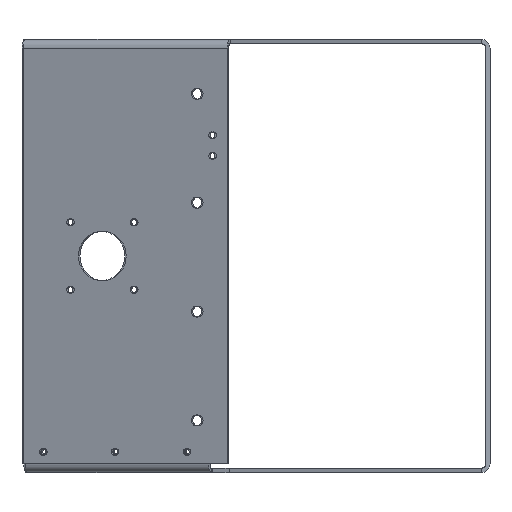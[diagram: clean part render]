
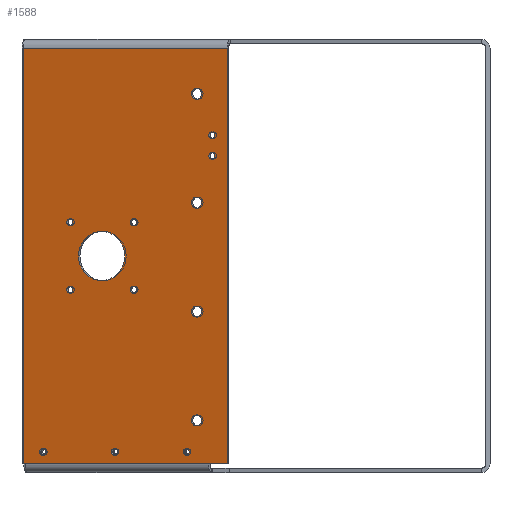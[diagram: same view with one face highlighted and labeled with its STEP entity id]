
A CAD part, left-side view. The second image highlights one B-rep face of the part: STEP entity #1588.
In plain terms, the highlighted planar face has unit normal (-0.943, 0.333, 0).
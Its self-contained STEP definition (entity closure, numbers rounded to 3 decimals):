
#59=FACE_BOUND('',#320,.T.);
#60=FACE_BOUND('',#321,.T.);
#61=FACE_BOUND('',#322,.T.);
#62=FACE_BOUND('',#323,.T.);
#63=FACE_BOUND('',#324,.T.);
#64=FACE_BOUND('',#325,.T.);
#65=FACE_BOUND('',#326,.T.);
#66=FACE_BOUND('',#327,.T.);
#67=FACE_BOUND('',#328,.T.);
#68=FACE_BOUND('',#329,.T.);
#69=FACE_BOUND('',#330,.T.);
#70=FACE_BOUND('',#331,.T.);
#71=FACE_BOUND('',#332,.T.);
#72=FACE_BOUND('',#333,.T.);
#117=PLANE('',#1773);
#194=FACE_OUTER_BOUND('',#319,.T.);
#319=EDGE_LOOP('',(#1362,#1363,#1364,#1365));
#320=EDGE_LOOP('',(#1366));
#321=EDGE_LOOP('',(#1367));
#322=EDGE_LOOP('',(#1368));
#323=EDGE_LOOP('',(#1369));
#324=EDGE_LOOP('',(#1370));
#325=EDGE_LOOP('',(#1371));
#326=EDGE_LOOP('',(#1372));
#327=EDGE_LOOP('',(#1373));
#328=EDGE_LOOP('',(#1374));
#329=EDGE_LOOP('',(#1375));
#330=EDGE_LOOP('',(#1376));
#331=EDGE_LOOP('',(#1377));
#332=EDGE_LOOP('',(#1378));
#333=EDGE_LOOP('',(#1379));
#451=LINE('',#2605,#566);
#456=LINE('',#2618,#571);
#463=LINE('',#2636,#578);
#465=LINE('',#2639,#580);
#566=VECTOR('',#2165,10.);
#571=VECTOR('',#2176,2.88);
#578=VECTOR('',#2195,10.);
#580=VECTOR('',#2199,10.);
#604=CIRCLE('',#1620,1.5);
#608=CIRCLE('',#1626,1.5);
#612=CIRCLE('',#1632,1.5);
#667=CIRCLE('',#1729,2.5);
#669=CIRCLE('',#1732,2.5);
#671=CIRCLE('',#1735,2.5);
#673=CIRCLE('',#1738,2.5);
#675=CIRCLE('',#1741,11.25);
#677=CIRCLE('',#1744,1.55);
#679=CIRCLE('',#1747,1.55);
#681=CIRCLE('',#1750,1.5);
#683=CIRCLE('',#1753,1.55);
#685=CIRCLE('',#1756,1.55);
#687=CIRCLE('',#1759,1.5);
#702=VERTEX_POINT('',#2276);
#706=VERTEX_POINT('',#2288);
#710=VERTEX_POINT('',#2300);
#787=VERTEX_POINT('',#2537);
#789=VERTEX_POINT('',#2543);
#791=VERTEX_POINT('',#2549);
#793=VERTEX_POINT('',#2555);
#795=VERTEX_POINT('',#2561);
#797=VERTEX_POINT('',#2567);
#799=VERTEX_POINT('',#2573);
#801=VERTEX_POINT('',#2579);
#803=VERTEX_POINT('',#2585);
#805=VERTEX_POINT('',#2591);
#807=VERTEX_POINT('',#2597);
#809=VERTEX_POINT('',#2603);
#810=VERTEX_POINT('',#2604);
#815=VERTEX_POINT('',#2616);
#820=VERTEX_POINT('',#2635);
#837=EDGE_CURVE('',#702,#702,#604,.T.);
#843=EDGE_CURVE('',#706,#706,#608,.T.);
#849=EDGE_CURVE('',#710,#710,#612,.T.);
#966=EDGE_CURVE('',#787,#787,#667,.T.);
#969=EDGE_CURVE('',#789,#789,#669,.T.);
#972=EDGE_CURVE('',#791,#791,#671,.T.);
#975=EDGE_CURVE('',#793,#793,#673,.T.);
#978=EDGE_CURVE('',#795,#795,#675,.T.);
#981=EDGE_CURVE('',#797,#797,#677,.T.);
#984=EDGE_CURVE('',#799,#799,#679,.T.);
#987=EDGE_CURVE('',#801,#801,#681,.T.);
#990=EDGE_CURVE('',#803,#803,#683,.T.);
#993=EDGE_CURVE('',#805,#805,#685,.T.);
#996=EDGE_CURVE('',#807,#807,#687,.T.);
#999=EDGE_CURVE('',#809,#810,#451,.T.);
#1006=EDGE_CURVE('',#810,#815,#456,.T.);
#1015=EDGE_CURVE('',#820,#809,#463,.T.);
#1017=EDGE_CURVE('',#815,#820,#465,.T.);
#1362=ORIENTED_EDGE('',*,*,#999,.T.);
#1363=ORIENTED_EDGE('',*,*,#1006,.T.);
#1364=ORIENTED_EDGE('',*,*,#1017,.T.);
#1365=ORIENTED_EDGE('',*,*,#1015,.T.);
#1366=ORIENTED_EDGE('',*,*,#837,.T.);
#1367=ORIENTED_EDGE('',*,*,#843,.T.);
#1368=ORIENTED_EDGE('',*,*,#849,.T.);
#1369=ORIENTED_EDGE('',*,*,#966,.T.);
#1370=ORIENTED_EDGE('',*,*,#969,.T.);
#1371=ORIENTED_EDGE('',*,*,#972,.T.);
#1372=ORIENTED_EDGE('',*,*,#975,.T.);
#1373=ORIENTED_EDGE('',*,*,#978,.T.);
#1374=ORIENTED_EDGE('',*,*,#981,.T.);
#1375=ORIENTED_EDGE('',*,*,#984,.T.);
#1376=ORIENTED_EDGE('',*,*,#987,.T.);
#1377=ORIENTED_EDGE('',*,*,#990,.T.);
#1378=ORIENTED_EDGE('',*,*,#993,.T.);
#1379=ORIENTED_EDGE('',*,*,#996,.T.);
#1588=ADVANCED_FACE('',(#194,#59,#60,#61,#62,#63,#64,#65,#66,#67,#68,#69,
#70,#71,#72),#117,.T.);
#1620=AXIS2_PLACEMENT_3D('',#2278,#1804,#1805);
#1626=AXIS2_PLACEMENT_3D('',#2290,#1818,#1819);
#1632=AXIS2_PLACEMENT_3D('',#2302,#1832,#1833);
#1729=AXIS2_PLACEMENT_3D('',#2538,#2088,#2089);
#1732=AXIS2_PLACEMENT_3D('',#2544,#2095,#2096);
#1735=AXIS2_PLACEMENT_3D('',#2550,#2102,#2103);
#1738=AXIS2_PLACEMENT_3D('',#2556,#2109,#2110);
#1741=AXIS2_PLACEMENT_3D('',#2562,#2116,#2117);
#1744=AXIS2_PLACEMENT_3D('',#2568,#2123,#2124);
#1747=AXIS2_PLACEMENT_3D('',#2574,#2130,#2131);
#1750=AXIS2_PLACEMENT_3D('',#2580,#2137,#2138);
#1753=AXIS2_PLACEMENT_3D('',#2586,#2144,#2145);
#1756=AXIS2_PLACEMENT_3D('',#2592,#2151,#2152);
#1759=AXIS2_PLACEMENT_3D('',#2598,#2158,#2159);
#1773=AXIS2_PLACEMENT_3D('',#2642,#2203,#2204);
#1804=DIRECTION('center_axis',(0.943,-0.333,0.));
#1805=DIRECTION('ref_axis',(0.,0.,-1.));
#1818=DIRECTION('center_axis',(0.943,-0.333,0.));
#1819=DIRECTION('ref_axis',(0.,0.,-1.));
#1832=DIRECTION('center_axis',(0.943,-0.333,0.));
#1833=DIRECTION('ref_axis',(0.,0.,-1.));
#2088=DIRECTION('center_axis',(0.943,-0.333,0.));
#2089=DIRECTION('ref_axis',(0.,0.,1.));
#2095=DIRECTION('center_axis',(0.943,-0.333,0.));
#2096=DIRECTION('ref_axis',(0.,0.,1.));
#2102=DIRECTION('center_axis',(0.943,-0.333,0.));
#2103=DIRECTION('ref_axis',(0.,0.,1.));
#2109=DIRECTION('center_axis',(0.943,-0.333,0.));
#2110=DIRECTION('ref_axis',(0.,0.,1.));
#2116=DIRECTION('center_axis',(0.943,-0.333,0.));
#2117=DIRECTION('ref_axis',(0.,0.,1.));
#2123=DIRECTION('center_axis',(0.943,-0.333,0.));
#2124=DIRECTION('ref_axis',(0.,0.,1.));
#2130=DIRECTION('center_axis',(0.943,-0.333,0.));
#2131=DIRECTION('ref_axis',(0.,0.,1.));
#2137=DIRECTION('center_axis',(0.943,-0.333,0.));
#2138=DIRECTION('ref_axis',(0.,0.,
1.));
#2144=DIRECTION('center_axis',(0.943,-0.333,0.));
#2145=DIRECTION('ref_axis',(0.,0.,1.));
#2151=DIRECTION('center_axis',(0.943,-0.333,0.));
#2152=DIRECTION('ref_axis',(0.,0.,1.));
#2158=DIRECTION('center_axis',(0.943,-0.333,0.));
#2159=DIRECTION('ref_axis',(0.,0.,
1.));
#2165=DIRECTION('',(0.333,0.943,0.));
#2176=DIRECTION('',(0.,0.,-1.));
#2195=DIRECTION('',(0.,0.,1.));
#2199=DIRECTION('',(-0.333,-0.943,0.));
#2203=DIRECTION('center_axis',(-0.943,0.333,0.));
#2204=DIRECTION('ref_axis',(0.111,0.314,0.943));
#2276=CARTESIAN_POINT('',(-449.983,205.519,-88.476));
#2278=CARTESIAN_POINT('Origin',(-449.983,205.519,-89.976));
#2288=CARTESIAN_POINT('',(-461.65,172.521,-88.476));
#2290=CARTESIAN_POINT('Origin',(-461.65,172.521,-89.976));
#2300=CARTESIAN_POINT('',(-473.317,139.523,-88.476));
#2302=CARTESIAN_POINT('Origin',(-473.317,139.523,-89.976));
#2537=CARTESIAN_POINT('',(-474.983,134.809,-28.024));
#2538=CARTESIAN_POINT('Origin',(-474.983,134.809,-25.524));
#2543=CARTESIAN_POINT('',(-474.983,134.809,21.976));
#2544=CARTESIAN_POINT('Origin',(-474.983,134.809,24.476));
#2549=CARTESIAN_POINT('',(-474.983,134.809,-78.024));
#2550=CARTESIAN_POINT('Origin',(-474.983,134.809,-75.524));
#2555=CARTESIAN_POINT('',(-474.983,134.809,71.976));
#2556=CARTESIAN_POINT('Origin',(-474.983,134.809,74.476));
#2561=CARTESIAN_POINT('',(-459.574,178.394,-11.25));
#2562=CARTESIAN_POINT('Origin',(-459.574,178.394,0.));
#2567=CARTESIAN_POINT('',(-454.407,193.007,-17.05));
#2568=CARTESIAN_POINT('Origin',(-454.407,193.007,-15.5));
#2573=CARTESIAN_POINT('',(-454.407,193.007,13.95));
#2574=CARTESIAN_POINT('Origin',(-454.407,193.007,15.5));
#2579=CARTESIAN_POINT('',(-477.483,127.738,53.976));
#2580=CARTESIAN_POINT('Origin',(-477.483,127.738,55.476));
#2585=CARTESIAN_POINT('',(-464.74,163.78,-17.05));
#2586=CARTESIAN_POINT('Origin',(-464.74,163.78,-15.5));
#2591=CARTESIAN_POINT('',(-464.74,163.78,13.95));
#2592=CARTESIAN_POINT('Origin',(-464.74,163.78,15.5));
#2597=CARTESIAN_POINT('',(-477.483,127.738,44.476));
#2598=CARTESIAN_POINT('Origin',(-477.483,127.738,45.976));
#2603=CARTESIAN_POINT('',(-479.983,120.667,95.476));
#2604=CARTESIAN_POINT('',(-446.65,214.947,95.476));
#2605=CARTESIAN_POINT('',(-463.317,167.807,95.476));
#2616=CARTESIAN_POINT('',(-446.65,214.947,-95.524));
#2618=CARTESIAN_POINT('',(-446.65,214.947,104.524));
#2635=CARTESIAN_POINT('',(-479.983,120.667,-95.524));
#2636=CARTESIAN_POINT('',(-479.983,120.667,95.476));
#2639=CARTESIAN_POINT('',(-479.983,120.667,-95.524));
#2642=CARTESIAN_POINT('Origin',(-463.317,167.807,2.238));
